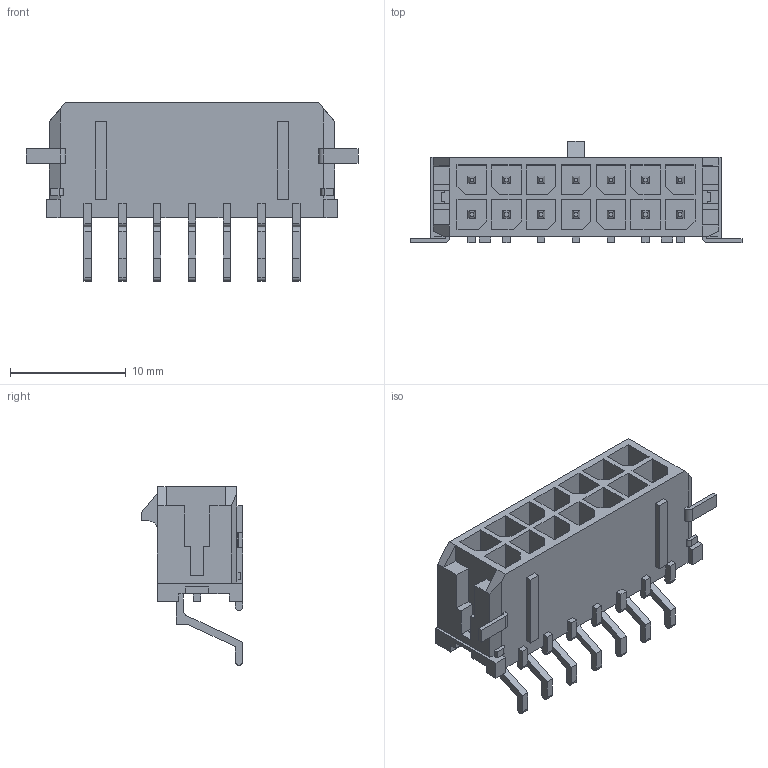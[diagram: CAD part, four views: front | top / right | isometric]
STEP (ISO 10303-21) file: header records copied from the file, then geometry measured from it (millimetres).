
FILE_DESCRIPTION((''),'2;1');
FILE_NAME('430451410','2020-04-16T',('gga'),(''),'PRO/ENGINEER BY PARAMETRIC TECHNOLOGY CORPORATION, 2016010','PRO/ENGINEER BY PARAMETRIC TECHNOLOGY CORPORATION, 2016010','');
FILE_SCHEMA(('CONFIG_CONTROL_DESIGN'));
Length unit declared in the file: millimetre
Products named in the file (1): 430451410
Bounding box: 28.65 x 8.77 x 15.4 mm (x, y, z)
Volume: 1015 mm3; surface area: 2383 mm2
Topology: 1 solids, 8 shells, 615 faces, 1635 edges, 1072 vertices
Faces by surface type: plane 587, cylinder 28
Entity records: 18514 total; most frequent: CARTESIAN_POINT 3255, ORIENTED_EDGE 3138, DIRECTION 2923, VECTOR 1579, LINE 1579, EDGE_CURVE 1569, VERTEX_POINT 1004, AXIS2_PLACEMENT_3D 672
